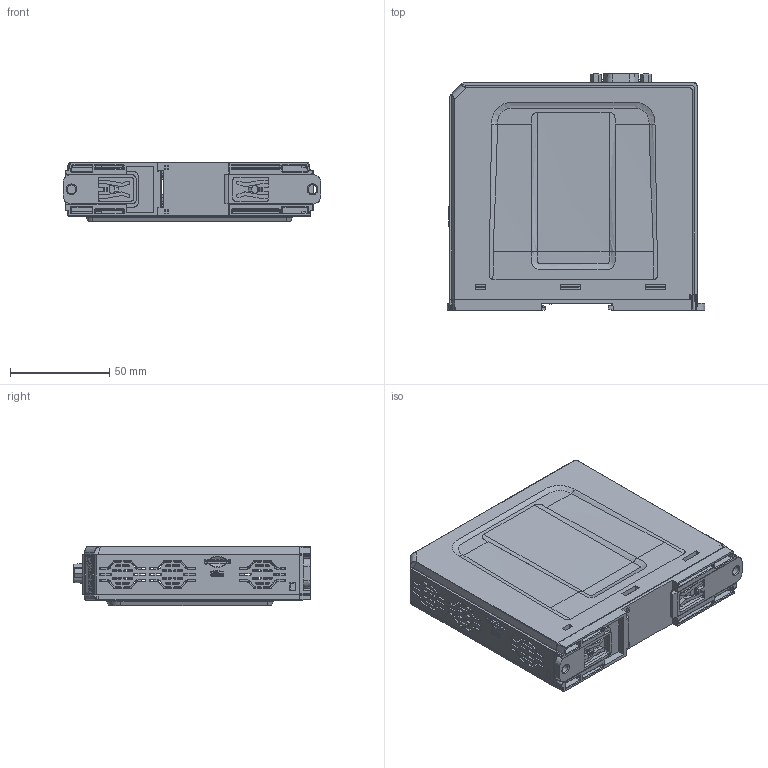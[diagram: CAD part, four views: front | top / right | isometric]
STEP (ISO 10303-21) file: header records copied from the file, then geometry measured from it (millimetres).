
FILE_DESCRIPTION (( 'STEP AP214' ), '1' );
FILE_NAME ('cMT-SVRX-820¡þ822.STEP', '2022-11-08T01:30:20', ( '' ), ( '' ), 'SwSTEP 2.0', 'SolidWorks 2019', '' );
FILE_SCHEMA (( 'AUTOMOTIVE_DESIGN' ));
Length unit declared in the file: millimetre
Products named in the file (1): cMT-SVRX-820／822
Bounding box: 129.89 x 119.28 x 29.88 mm (x, y, z)
Surface area: 84676.1 mm2 (no closed solid volume)
Topology: 0 solids, 56 shells, 1332 faces, 5506 edges, 4204 vertices
Faces by surface type: plane 818, cone 215, cylinder 202, bspline 76, sphere 12, torus 9
Full cylindrical faces by diameter (mm): 0.5 x16, 1 x12, 1.15 x1, 1.5 x1, 1.524 x1, 2.8 x2, 3.5 x1, 4.2 x1, 5.5 x4
Entity records: 80463 total; most frequent: CARTESIAN_POINT 22735, ORIENTED_EDGE 8575, DIRECTION 8024, EDGE_CURVE 5374, VERTEX_POINT 4149, LINE 3748, VECTOR 3748, AXIS2_PLACEMENT_3D 2138
